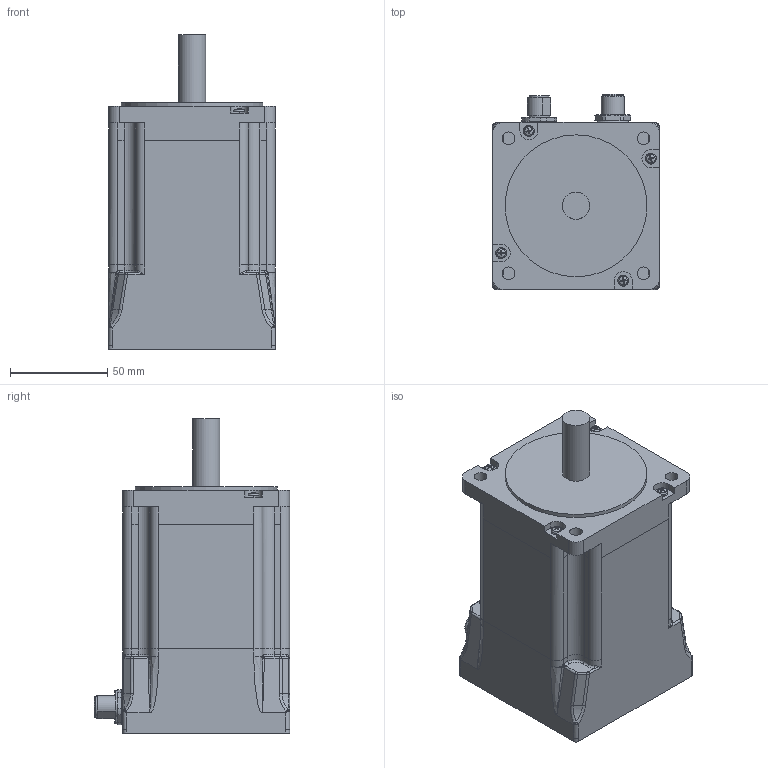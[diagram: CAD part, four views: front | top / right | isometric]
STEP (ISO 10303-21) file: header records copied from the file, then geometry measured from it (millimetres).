
FILE_DESCRIPTION(/* description */ (''),/* implementation_level */ '2;1');
FILE_NAME(/* name */ 'D-00005797.stp',/* time_stamp */ '2024-04-23T07:50:33+02:00',/* author */ ('ivan.kolev'),/* organization */ (''),/* preprocessor_version */ 'ST-DEVELOPER v18.1',/* originating_system */ 'Autodesk Inventor 2021',/* authorisation */ '');
FILE_SCHEMA (('AUTOMOTIVE_DESIGN { 1 0 10303 214 3 1 1 }'));
Length unit declared in the file: millimetre
Products named in the file (1): D-00005795
Bounding box: 85.9 x 100.5 x 162.08 mm (x, y, z)
Volume: 870454.6 mm3; surface area: 64134.8 mm2
Topology: 1 solids, 15 shells, 663 faces, 1744 edges, 1131 vertices
Faces by surface type: plane 252, cylinder 171, cone 117, torus 56, bspline 51, sphere 16
Full cylindrical faces by diameter (mm): 1 x7, 1.5 x5, 1.55 x5, 1.6 x1, 2.2 x1, 2.25 x1, 2.459 x4, 2.8 x4, 3.242 x4, 3.4 x4, 6.6 x4, 9 x1, 9.2 x1, 10 x1, 10.1 x1, 10.4 x1, 10.7 x1, 10.8 x1, 11.6 x1, 12 x1, 13 x1, 14 x1, 73.025 x1
Entity records: 24290 total; most frequent: CARTESIAN_POINT 7972, ORIENTED_EDGE 3440, DIRECTION 3358, EDGE_CURVE 1720, AXIS2_PLACEMENT_3D 1350, VERTEX_POINT 1131, EDGE_LOOP 726, CIRCLE 664
